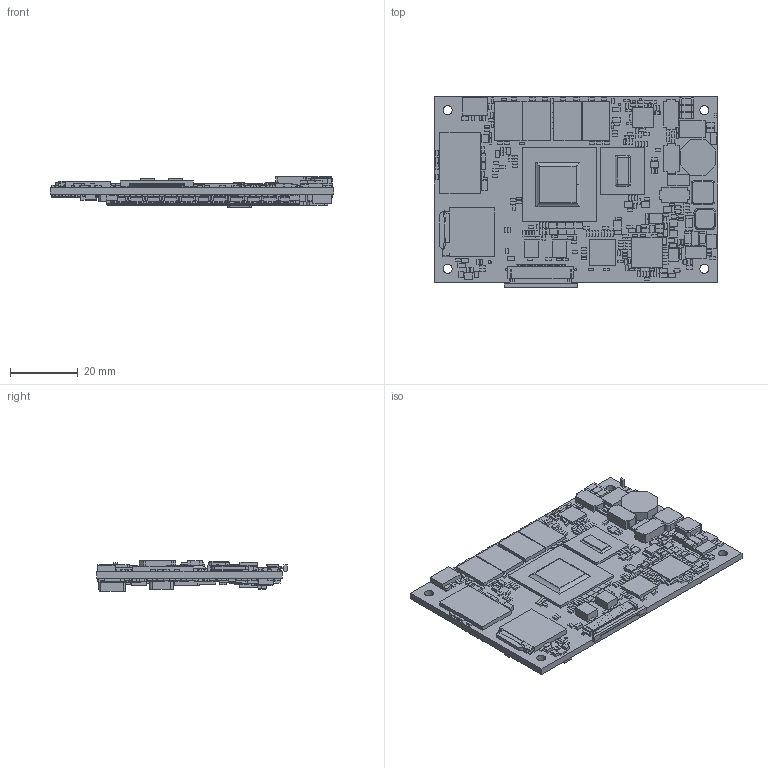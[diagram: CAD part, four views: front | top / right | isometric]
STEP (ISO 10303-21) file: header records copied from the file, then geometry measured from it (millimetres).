
FILE_DESCRIPTION (( 'STEP AP214' ), '1' );
FILE_NAME ('Robin-board_v02_00.STEP', '2010-06-02T13:15:20', ( 'favre' ), ( '' ), 'SwSTEP 2.0', 'SolidWorks 2010', '' );
FILE_SCHEMA (( 'AUTOMOTIVE_DESIGN' ));
Length unit declared in the file: millimetre
Products named in the file (1): Robin-board_v02_00
Bounding box: 84 x 56.47 x 8.96 mm (x, y, z)
Surface area: 21075.9 mm2 (no closed solid volume)
Topology: 0 solids, 837 shells, 5816 faces, 21758 edges, 16339 vertices
Faces by surface type: plane 5320, cylinder 474, bspline 13, cone 9
Entity records: 286254 total; most frequent: CARTESIAN_POINT 44180, DIRECTION 34953, ORIENTED_EDGE 31093, EDGE_CURVE 21758, VECTOR 20111, LINE 20111, VERTEX_POINT 16339, AXIS2_PLACEMENT_3D 7421
